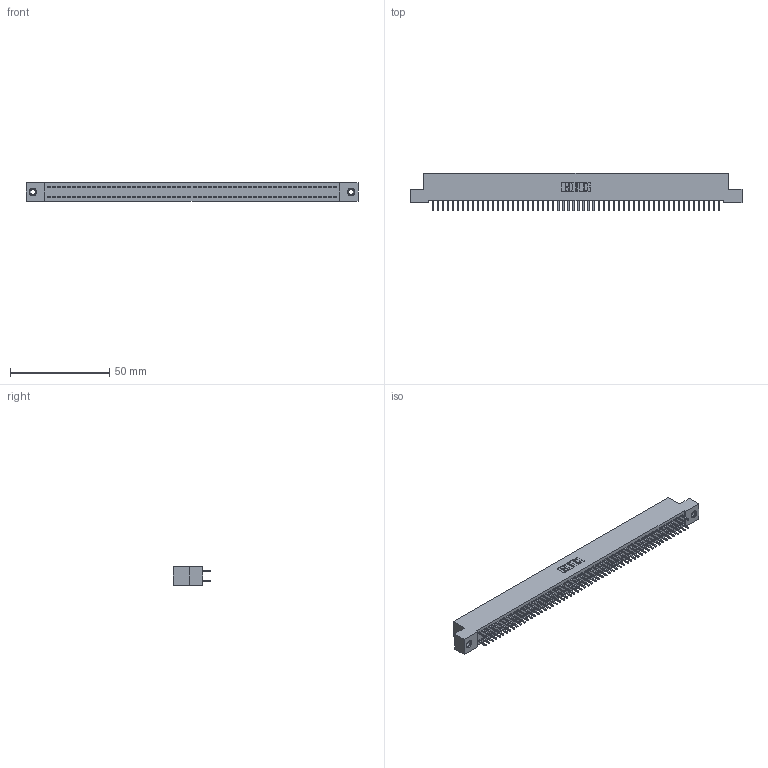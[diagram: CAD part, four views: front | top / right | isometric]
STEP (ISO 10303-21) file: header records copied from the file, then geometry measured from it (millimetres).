
FILE_DESCRIPTION (( 'STEP AP203' ), '1' );
FILE_NAME ('342-116-521-208.STEP', '2019-10-04T22:03:52', ( '' ), ( '' ), 'SwSTEP 2.0', 'SolidWorks 2016', '' );
FILE_SCHEMA (( 'CONFIG_CONTROL_DESIGN' ));
Length unit declared in the file: inch
Products named in the file (4): 345-250-001_345-250-003-102; 342-116-521-208; 342 Part_TI; 345-292-001_345-293-121
Assembly tree (119 placements, depth 2):
  342-116-521-208
    342 Part_TI
    345-292-001_345-293-121  x116
    345-250-001_345-250-003-102  x2
Bounding box: 167.64 x 19.06 x 9.4 mm (x, y, z)
Volume: 15085.1 mm3; surface area: 24638.8 mm2
Topology: 119 solids, 119 shells, 6202 faces, 18415 edges, 12114 vertices
Faces by surface type: plane 4274, cylinder 1912, cone 12, torus 4
Entity records: 36316 total; most frequent: CARTESIAN_POINT 5981, ORIENTED_EDGE 5910, DIRECTION 5113, EDGE_CURVE 2955, VECTOR 2807, LINE 2807, VERTEX_POINT 1964, AXIS2_PLACEMENT_3D 1153
